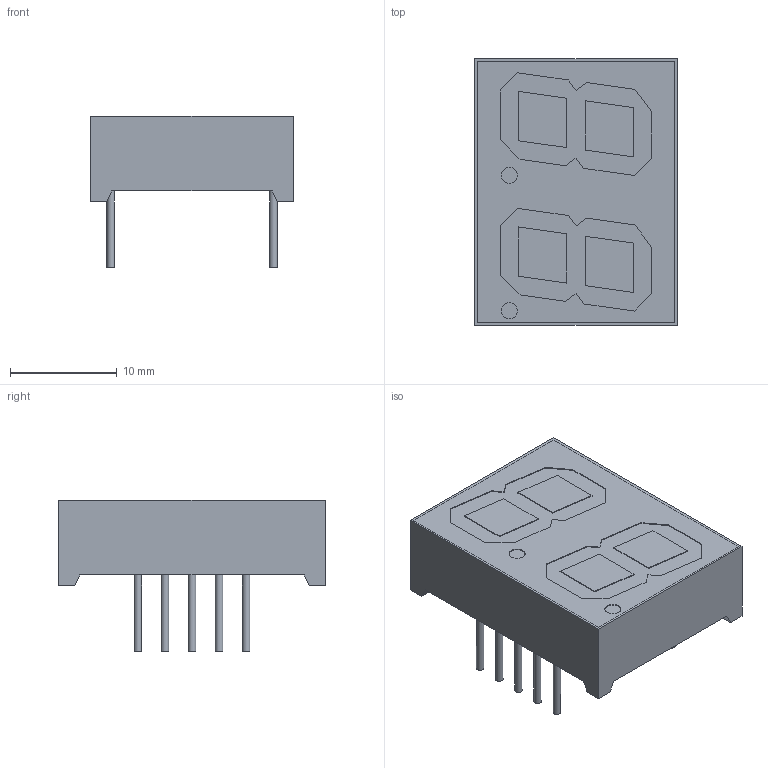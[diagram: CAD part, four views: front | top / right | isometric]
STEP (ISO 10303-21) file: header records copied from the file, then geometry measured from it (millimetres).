
FILE_DESCRIPTION(('FreeCAD Model'),'2;1');
FILE_NAME( 'BL-D56X22.step', '2019-04-19T20:36:35',('Author'),(''), 'Open CASCADE STEP processor 7.3','FreeCAD','Unknown');
FILE_SCHEMA(('AUTOMOTIVE_DESIGN_CC2 { 1 2 10303 214 -1 1 5 4 }'));
Length unit declared in the file: millimetre
Products named in the file (4): Part; Body; Body001; Body002
Assembly tree (3 placements, depth 2):
  Part
    Body
    Body001
    Body002
Bounding box: 19 x 25 x 14.2 mm (x, y, z)
Volume: 3442.7 mm3; surface area: 3596.1 mm2
Topology: 3 solids, 3 shells, 108 faces, 244 edges, 160 vertices
Faces by surface type: plane 96, cylinder 12
Full cylindrical faces by diameter (mm): 0.7 x10, 1.5 x2
Entity records: 6239 total; most frequent: CARTESIAN_POINT 1016, DIRECTION 978, LINE 684, VECTOR 684, ORIENTED_EDGE 488, PCURVE 488, DEFINITIONAL_REPRESENTATION 488, EDGE_CURVE 244
